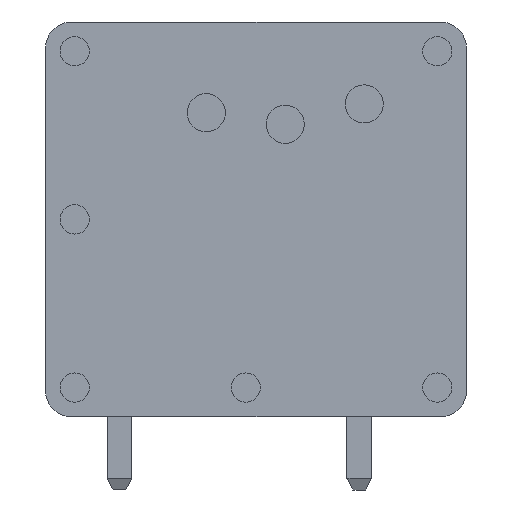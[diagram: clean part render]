
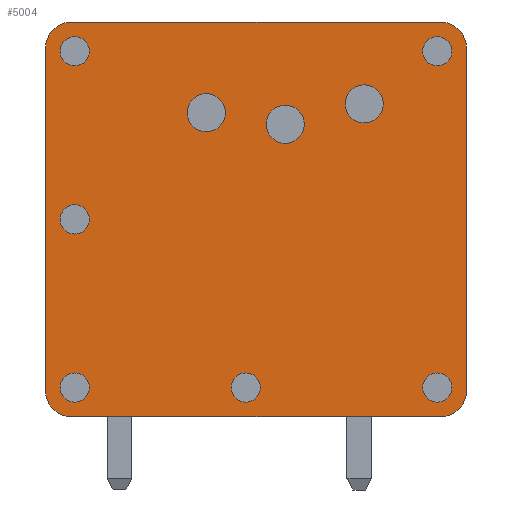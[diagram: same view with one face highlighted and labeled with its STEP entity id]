
A CAD part, front view. The second image highlights one B-rep face of the part: STEP entity #5004.
In plain terms, the highlighted planar face has unit normal (0, -1, 0).
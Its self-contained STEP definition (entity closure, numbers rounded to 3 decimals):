
#170=CIRCLE('',#5322,0.9);
#220=CIRCLE('',#5400,0.65);
#221=CIRCLE('',#5401,0.65);
#222=CIRCLE('',#5402,0.65);
#223=CIRCLE('',#5403,0.5);
#224=CIRCLE('',#5404,0.5);
#225=CIRCLE('',#5405,0.5);
#226=CIRCLE('',#5406,0.5);
#227=CIRCLE('',#5407,0.5);
#228=CIRCLE('',#5408,0.5);
#229=CIRCLE('',#5409,0.9);
#230=CIRCLE('',#5410,0.9);
#231=CIRCLE('',#5411,0.9);
#653=ORIENTED_EDGE('',*,*,#2071,.T.);
#654=ORIENTED_EDGE('',*,*,#2072,.T.);
#655=ORIENTED_EDGE('',*,*,#2073,.T.);
#656=ORIENTED_EDGE('',*,*,#2074,.T.);
#657=ORIENTED_EDGE('',*,*,#2075,.T.);
#658=ORIENTED_EDGE('',*,*,#2076,.T.);
#659=ORIENTED_EDGE('',*,*,#2077,.T.);
#660=ORIENTED_EDGE('',*,*,#2078,.T.);
#661=ORIENTED_EDGE('',*,*,#2079,.T.);
#662=ORIENTED_EDGE('',*,*,#1831,.T.);
#663=ORIENTED_EDGE('',*,*,#2080,.T.);
#664=ORIENTED_EDGE('',*,*,#2068,.T.);
#665=ORIENTED_EDGE('',*,*,#2081,.T.);
#666=ORIENTED_EDGE('',*,*,#2022,.T.);
#667=ORIENTED_EDGE('',*,*,#1816,.T.);
#668=ORIENTED_EDGE('',*,*,#1791,.T.);
#669=ORIENTED_EDGE('',*,*,#2082,.T.);
#1791=EDGE_CURVE('',#2518,#2517,#3014,.T.);
#1816=EDGE_CURVE('',#2542,#2518,#170,.T.);
#1831=EDGE_CURVE('',#2556,#2555,#3040,.T.);
#2022=EDGE_CURVE('',#2727,#2542,#3194,.T.);
#2068=EDGE_CURVE('',#2768,#2767,#3227,.T.);
#2071=EDGE_CURVE('',#2769,#2769,#220,.T.);
#2072=EDGE_CURVE('',#2770,#2770,#221,.T.);
#2073=EDGE_CURVE('',#2771,#2771,#222,.T.);
#2074=EDGE_CURVE('',#2772,#2772,#223,.T.);
#2075=EDGE_CURVE('',#2773,#2773,#224,.T.);
#2076=EDGE_CURVE('',#2774,#2774,#225,.T.);
#2077=EDGE_CURVE('',#2775,#2775,#226,.T.);
#2078=EDGE_CURVE('',#2776,#2776,#227,.T.);
#2079=EDGE_CURVE('',#2777,#2777,#228,.T.);
#2080=EDGE_CURVE('',#2555,#2768,#229,.T.);
#2081=EDGE_CURVE('',#2767,#2727,#230,.T.);
#2082=EDGE_CURVE('',#2517,#2556,#231,.T.);
#2517=VERTEX_POINT('',#7264);
#2518=VERTEX_POINT('',#7266);
#2542=VERTEX_POINT('',#7319);
#2555=VERTEX_POINT('',#7350);
#2556=VERTEX_POINT('',#7352);
#2727=VERTEX_POINT('',#7743);
#2767=VERTEX_POINT('',#7830);
#2768=VERTEX_POINT('',#7832);
#2769=VERTEX_POINT('',#7837);
#2770=VERTEX_POINT('',#7839);
#2771=VERTEX_POINT('',#7841);
#2772=VERTEX_POINT('',#7843);
#2773=VERTEX_POINT('',#7845);
#2774=VERTEX_POINT('',#7847);
#2775=VERTEX_POINT('',#7849);
#2776=VERTEX_POINT('',#7851);
#2777=VERTEX_POINT('',#7853);
#3014=LINE('',#7265,#3549);
#3040=LINE('',#7351,#3575);
#3194=LINE('',#7742,#3729);
#3227=LINE('',#7831,#3762);
#3549=VECTOR('',#5789,1000.);
#3575=VECTOR('',#5843,1000.);
#3729=VECTOR('',#6113,1000.);
#3762=VECTOR('',#6176,1000.);
#4116=EDGE_LOOP('',(#653));
#4117=EDGE_LOOP('',(#654));
#4118=EDGE_LOOP('',(#655));
#4119=EDGE_LOOP('',(#656));
#4120=EDGE_LOOP('',(#657));
#4121=EDGE_LOOP('',(#658));
#4122=EDGE_LOOP('',(#659));
#4123=EDGE_LOOP('',(#660));
#4124=EDGE_LOOP('',(#661));
#4125=EDGE_LOOP('',(#662,#663,#664,#665,#666,#667,#668,#669));
#4469=FACE_BOUND('',#4116,.T.);
#4470=FACE_BOUND('',#4117,.T.);
#4471=FACE_BOUND('',#4118,.T.);
#4472=FACE_BOUND('',#4119,.T.);
#4473=FACE_BOUND('',#4120,.T.);
#4474=FACE_BOUND('',#4121,.T.);
#4475=FACE_BOUND('',#4122,.T.);
#4476=FACE_BOUND('',#4123,.T.);
#4477=FACE_BOUND('',#4124,.T.);
#4478=FACE_BOUND('',#4125,.T.);
#4807=PLANE('',#5399);
#5004=ADVANCED_FACE('',(#4469,#4470,#4471,#4472,#4473,#4474,#4475,#4476,
#4477,#4478),#4807,.T.);
#5322=AXIS2_PLACEMENT_3D('',#7318,#5824,#5825);
#5399=AXIS2_PLACEMENT_3D('',#7835,#6179,#6180);
#5400=AXIS2_PLACEMENT_3D('',#7836,#6181,#6182);
#5401=AXIS2_PLACEMENT_3D('',#7838,#6183,#6184);
#5402=AXIS2_PLACEMENT_3D('',#7840,#6185,#6186);
#5403=AXIS2_PLACEMENT_3D('',#7842,#6187,#6188);
#5404=AXIS2_PLACEMENT_3D('',#7844,#6189,#6190);
#5405=AXIS2_PLACEMENT_3D('',#7846,#6191,#6192);
#5406=AXIS2_PLACEMENT_3D('',#7848,#6193,#6194);
#5407=AXIS2_PLACEMENT_3D('',#7850,#6195,#6196);
#5408=AXIS2_PLACEMENT_3D('',#7852,#6197,#6198);
#5409=AXIS2_PLACEMENT_3D('',#7854,#6199,#6200);
#5410=AXIS2_PLACEMENT_3D('',#7855,#6201,#6202);
#5411=AXIS2_PLACEMENT_3D('',#7856,#6203,#6204);
#5789=DIRECTION('',(0.,0.,1.));
#5824=DIRECTION('',(0.,-1.,0.));
#5825=DIRECTION('',(0.,0.,-1.));
#5843=DIRECTION('',(-1.,0.,0.));
#6113=DIRECTION('',(1.,0.,0.));
#6176=DIRECTION('',(0.,0.,-1.));
#6179=DIRECTION('',(0.,-1.,0.));
#6180=DIRECTION('',(0.,0.,-1.));
#6181=DIRECTION('',(0.,1.,0.));
#6182=DIRECTION('',(0.,0.,-1.));
#6183=DIRECTION('',(0.,1.,0.));
#6184=DIRECTION('',(0.,0.,-1.));
#6185=DIRECTION('',(0.,1.,0.));
#6186=DIRECTION('',(0.,0.,-1.));
#6187=DIRECTION('',(0.,1.,0.));
#6188=DIRECTION('',(0.,0.,-1.));
#6189=DIRECTION('',(0.,1.,0.));
#6190=DIRECTION('',(0.,0.,-1.));
#6191=DIRECTION('',(0.,1.,0.));
#6192=DIRECTION('',(0.,0.,-1.));
#6193=DIRECTION('',(0.,1.,0.));
#6194=DIRECTION('',(0.,0.,-1.));
#6195=DIRECTION('',(0.,1.,0.));
#6196=DIRECTION('',(0.,0.,-1.));
#6197=DIRECTION('',(0.,1.,0.));
#6198=DIRECTION('',(0.,0.,-1.));
#6199=DIRECTION('',(0.,-1.,0.));
#6200=DIRECTION('',(0.,0.,-1.));
#6201=DIRECTION('',(0.,-1.,0.));
#6202=DIRECTION('',(0.,0.,-1.));
#6203=DIRECTION('',(0.,-1.,0.));
#6204=DIRECTION('',(0.,0.,-1.));
#7264=CARTESIAN_POINT('',(14.4,0.,12.6));
#7265=CARTESIAN_POINT('',(14.4,0.,0.));
#7266=CARTESIAN_POINT('',(14.4,0.,0.9));
#7318=CARTESIAN_POINT('',(13.5,0.,0.9));
#7319=CARTESIAN_POINT('',(13.5,0.,0.));
#7350=CARTESIAN_POINT('',(0.9,0.,13.5));
#7351=CARTESIAN_POINT('',(14.4,0.,13.5));
#7352=CARTESIAN_POINT('',(13.5,0.,13.5));
#7742=CARTESIAN_POINT('',(0.,0.,0.));
#7743=CARTESIAN_POINT('',(0.9,0.,0.));
#7830=CARTESIAN_POINT('',(0.,0.,0.9));
#7831=CARTESIAN_POINT('',(0.,0.,13.5));
#7832=CARTESIAN_POINT('',(0.,0.,12.6));
#7835=CARTESIAN_POINT('',(0.,0.,0.));
#7836=CARTESIAN_POINT('',(8.2,0.,10.));
#7837=CARTESIAN_POINT('',(8.2,0.,9.35));
#7838=CARTESIAN_POINT('',(5.5,0.,10.4));
#7839=CARTESIAN_POINT('',(5.5,0.,9.75));
#7840=CARTESIAN_POINT('',(10.9,0.,10.7));
#7841=CARTESIAN_POINT('',(10.9,0.,10.05));
#7842=CARTESIAN_POINT('',(6.85,0.,1.));
#7843=CARTESIAN_POINT('',(6.85,0.,0.5));
#7844=CARTESIAN_POINT('',(13.4,0.,12.5));
#7845=CARTESIAN_POINT('',(13.4,0.,12.));
#7846=CARTESIAN_POINT('',(13.4,0.,1.));
#7847=CARTESIAN_POINT('',(13.4,0.,0.5));
#7848=CARTESIAN_POINT('',(1.,0.,1.));
#7849=CARTESIAN_POINT('',(1.,0.,0.5));
#7850=CARTESIAN_POINT('',(1.,0.,6.75));
#7851=CARTESIAN_POINT('',(1.,0.,6.25));
#7852=CARTESIAN_POINT('',(1.,0.,12.5));
#7853=CARTESIAN_POINT('',(1.,0.,12.));
#7854=CARTESIAN_POINT('',(0.9,0.,12.6));
#7855=CARTESIAN_POINT('',(0.9,0.,0.9));
#7856=CARTESIAN_POINT('',(13.5,0.,12.6));
